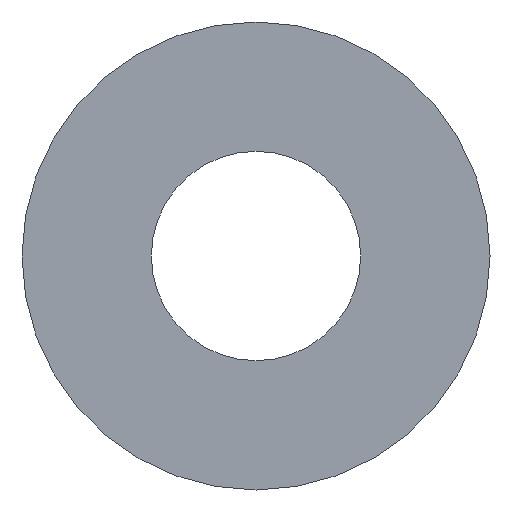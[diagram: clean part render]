
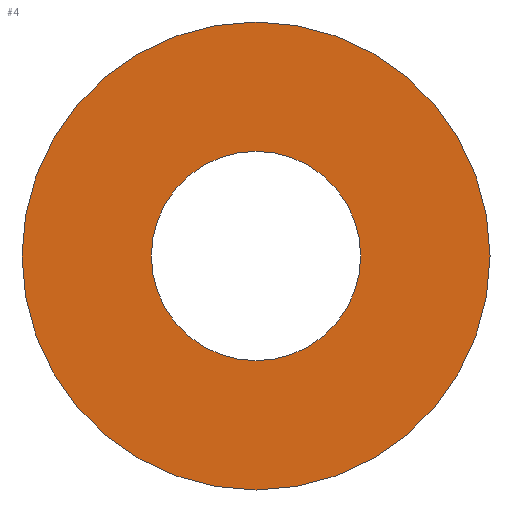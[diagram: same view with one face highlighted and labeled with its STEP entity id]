
A CAD part, front view. The second image highlights one B-rep face of the part: STEP entity #4.
In plain terms, the highlighted planar face has unit normal (0, -1, 0).
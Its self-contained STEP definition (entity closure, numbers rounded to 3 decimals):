
#4 = ADVANCED_FACE ( 'NONE', ( #283, #278 ), #120, .T. ) ;
#14 = AXIS2_PLACEMENT_3D ( 'NONE', #99, #115, #84 ) ;
#19 = AXIS2_PLACEMENT_3D ( 'NONE', #223, #220, #108 ) ;
#21 = AXIS2_PLACEMENT_3D ( 'NONE', #221, #219, #218 ) ;
#22 = AXIS2_PLACEMENT_3D ( 'NONE', #202, #212, #201 ) ;
#25 = EDGE_CURVE ( 'NONE', #303, #336, #274, .T. ) ;
#38 = EDGE_CURVE ( 'NONE', #336, #303, #254, .T. ) ;
#42 = EDGE_CURVE ( 'NONE', #313, #311, #251, .T. ) ;
#52 = EDGE_CURVE ( 'NONE', #311, #313, #249, .T. ) ;
#62 = AXIS2_PLACEMENT_3D ( 'NONE', #118, #117, #119 ) ;
#84 = DIRECTION ( 'NONE',  ( 0., 0., -1. ) ) ;
#99 = CARTESIAN_POINT ( 'NONE',  ( 0., 0., 0. ) ) ;
#108 = DIRECTION ( 'NONE',  ( 0., 0., -1. ) ) ;
#115 = DIRECTION ( 'NONE',  ( 0., -1., 0. ) ) ;
#117 = DIRECTION ( 'NONE',  ( 0., -1., 0. ) ) ;
#118 = CARTESIAN_POINT ( 'NONE',  ( -1.923, 0., -1.923 ) ) ;
#119 = DIRECTION ( 'NONE',  ( 1., 0., 0. ) ) ;
#120 = PLANE ( 'NONE',  #62 ) ;
#174 = CARTESIAN_POINT ( 'NONE',  ( 0., 0., -1.9 ) ) ;
#185 = CARTESIAN_POINT ( 'NONE',  ( 0., 0., 0.85 ) ) ;
#187 = CARTESIAN_POINT ( 'NONE',  ( 0., 0., -0.85 ) ) ;
#197 = CARTESIAN_POINT ( 'NONE',  ( 0., 0., 1.9 ) ) ;
#201 = DIRECTION ( 'NONE',  ( 0., 0., 1. ) ) ;
#202 = CARTESIAN_POINT ( 'NONE',  ( 0., 0., 0. ) ) ;
#212 = DIRECTION ( 'NONE',  ( 0., -1., 0. ) ) ;
#218 = DIRECTION ( 'NONE',  ( 0., 0., 1. ) ) ;
#219 = DIRECTION ( 'NONE',  ( 0., -1., 0. ) ) ;
#220 = DIRECTION ( 'NONE',  ( 0., -1., 0. ) ) ;
#221 = CARTESIAN_POINT ( 'NONE',  ( 0., 0., 0. ) ) ;
#223 = CARTESIAN_POINT ( 'NONE',  ( 0., 0., 0. ) ) ;
#249 = CIRCLE ( 'NONE', #22, 0.85 ) ;
#251 = CIRCLE ( 'NONE', #21, 0.85 ) ;
#254 = CIRCLE ( 'NONE', #19, 1.9 ) ;
#274 = CIRCLE ( 'NONE', #14, 1.9 ) ;
#278 = FACE_OUTER_BOUND ( 'NONE', #298, .T. ) ;
#283 = FACE_BOUND ( 'NONE', #289, .T. ) ;
#289 = EDGE_LOOP ( 'NONE', ( #364, #357 ) ) ;
#298 = EDGE_LOOP ( 'NONE', ( #323, #356 ) ) ;
#303 = VERTEX_POINT ( 'NONE', #197 ) ;
#311 = VERTEX_POINT ( 'NONE', #187 ) ;
#313 = VERTEX_POINT ( 'NONE', #185 ) ;
#323 = ORIENTED_EDGE ( 'NONE', *, *, #38, .T. ) ;
#336 = VERTEX_POINT ( 'NONE', #174 ) ;
#356 = ORIENTED_EDGE ( 'NONE', *, *, #25, .T. ) ;
#357 = ORIENTED_EDGE ( 'NONE', *, *, #52, .F. ) ;
#364 = ORIENTED_EDGE ( 'NONE', *, *, #42, .F. ) ;
